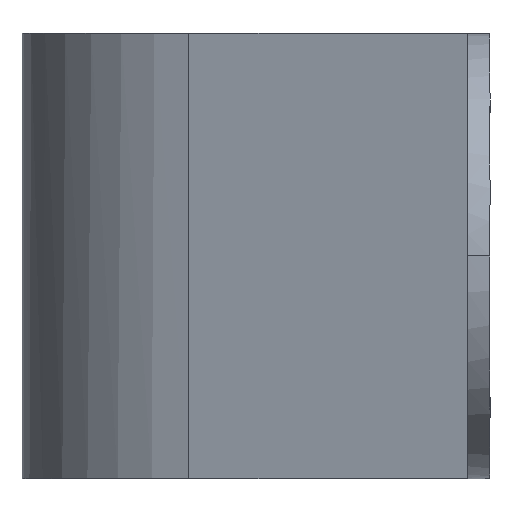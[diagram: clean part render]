
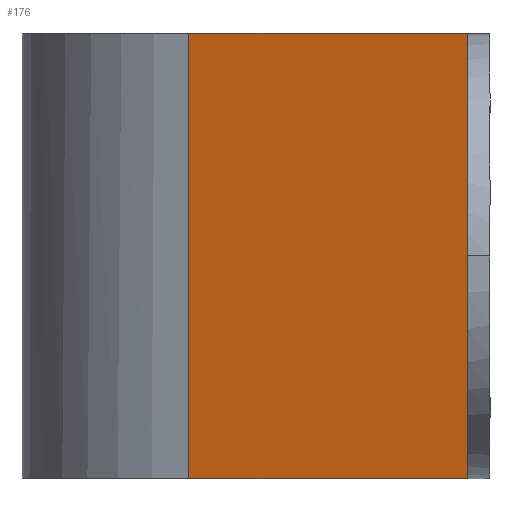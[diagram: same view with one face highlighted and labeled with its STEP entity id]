
A CAD part, front view. The second image highlights one B-rep face of the part: STEP entity #176.
In plain terms, the highlighted free-form (B-spline) face has degree [1, 1] with [2, 2] control points.
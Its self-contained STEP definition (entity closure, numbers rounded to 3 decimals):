
#49 = EDGE_CURVE ( 'NONE', #926, #1075, #444, .T. ) ;
#69 = B_SPLINE_SURFACE_WITH_KNOTS ( 'NONE', 1, 1, ( 
 ( #941, #615 ),
 ( #929, #76 ) ),
 .UNSPECIFIED., .F., .F., .F.,
 ( 2, 2 ),
 ( 2, 2 ),
 ( 0., 1. ),
 ( 0., 1. ),
 .UNSPECIFIED. ) ;
#76 = CARTESIAN_POINT ( 'NONE',  ( 74.828, -472.449, 100. ) ) ;
#115 = CARTESIAN_POINT ( 'NONE',  ( 74.828, -472.449, 100. ) ) ;
#176 = ADVANCED_FACE ( 'NONE', ( #263 ), #69, .F. ) ;
#220 = ORIENTED_EDGE ( 'NONE', *, *, #368, .T. ) ;
#224 = VERTEX_POINT ( 'NONE', #721 ) ;
#263 = FACE_OUTER_BOUND ( 'NONE', #561, .T. ) ;
#301 = CARTESIAN_POINT ( 'NONE',  ( 200., -510., -100. ) ) ;
#303 = CARTESIAN_POINT ( 'NONE',  ( 74.828, -472.449, 100. ) ) ;
#316 = CARTESIAN_POINT ( 'NONE',  ( 200., -510., 100. ) ) ;
#368 = EDGE_CURVE ( 'NONE', #224, #926, #594, .T. ) ;
#396 = CARTESIAN_POINT ( 'NONE',  ( 74.828, -472.449, -100. ) ) ;
#402 = ORIENTED_EDGE ( 'NONE', *, *, #872, .F. ) ;
#403 = EDGE_CURVE ( 'NONE', #224, #865, #805, .T. ) ;
#419 = ORIENTED_EDGE ( 'NONE', *, *, #403, .F. ) ;
#444 = B_SPLINE_CURVE_WITH_KNOTS ( 'NONE', 1,
 ( #316, #667 ),
 .UNSPECIFIED., .F., .F.,
 ( 2, 2 ),
 ( 0., 1. ),
 .UNSPECIFIED. ) ;
#561 = EDGE_LOOP ( 'NONE', ( #419, #220, #1098, #402 ) ) ;
#594 = B_SPLINE_CURVE_WITH_KNOTS ( 'NONE', 1,
 ( #1092, #826 ),
 .UNSPECIFIED., .F., .F.,
 ( 2, 2 ),
 ( 0., 1. ),
 .UNSPECIFIED. ) ;
#615 = CARTESIAN_POINT ( 'NONE',  ( 200., -510., 100. ) ) ;
#618 = CARTESIAN_POINT ( 'NONE',  ( 200., -510., 100. ) ) ;
#667 = CARTESIAN_POINT ( 'NONE',  ( 74.828, -472.449, 100. ) ) ;
#721 = CARTESIAN_POINT ( 'NONE',  ( 200., -510., -100. ) ) ;
#805 = B_SPLINE_CURVE_WITH_KNOTS ( 'NONE', 3,
 ( #301, #997, #918, #396 ),
 .UNSPECIFIED., .F., .F.,
 ( 4, 4 ),
 ( 0., 1. ),
 .UNSPECIFIED. ) ;
#826 = CARTESIAN_POINT ( 'NONE',  ( 200., -510., 100. ) ) ;
#865 = VERTEX_POINT ( 'NONE', #1111 ) ;
#872 = EDGE_CURVE ( 'NONE', #865, #1075, #1099, .T. ) ;
#918 = CARTESIAN_POINT ( 'NONE',  ( 116.552, -484.966, -100. ) ) ;
#926 = VERTEX_POINT ( 'NONE', #618 ) ;
#929 = CARTESIAN_POINT ( 'NONE',  ( 74.828, -472.449, -100. ) ) ;
#941 = CARTESIAN_POINT ( 'NONE',  ( 200., -510., -100. ) ) ;
#944 = CARTESIAN_POINT ( 'NONE',  ( 74.828, -472.449, -100. ) ) ;
#997 = CARTESIAN_POINT ( 'NONE',  ( 158.276, -497.483, -100. ) ) ;
#1075 = VERTEX_POINT ( 'NONE', #303 ) ;
#1092 = CARTESIAN_POINT ( 'NONE',  ( 200., -510., -100. ) ) ;
#1098 = ORIENTED_EDGE ( 'NONE', *, *, #49, .T. ) ;
#1099 = B_SPLINE_CURVE_WITH_KNOTS ( 'NONE', 1,
 ( #944, #115 ),
 .UNSPECIFIED., .F., .F.,
 ( 2, 2 ),
 ( -1., 0. ),
 .UNSPECIFIED. ) ;
#1111 = CARTESIAN_POINT ( 'NONE',  ( 74.828, -472.449, -100. ) ) ;
